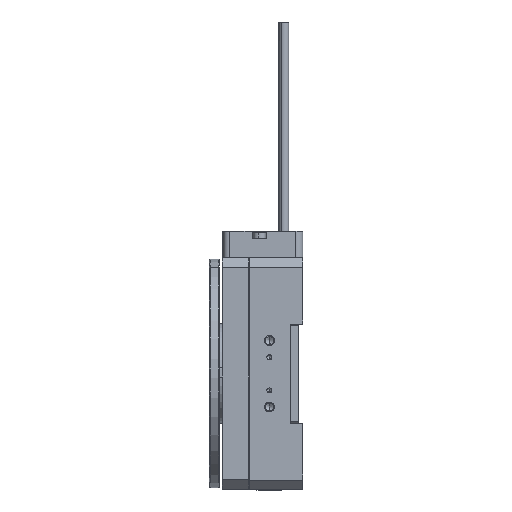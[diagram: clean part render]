
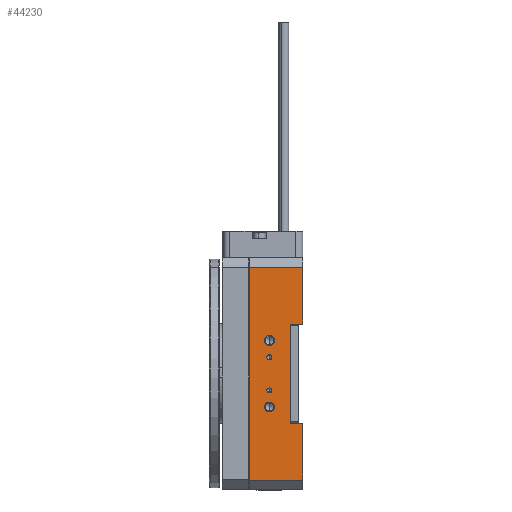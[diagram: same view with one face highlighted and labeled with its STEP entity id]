
A CAD part, left-side view. The second image highlights one B-rep face of the part: STEP entity #44230.
In plain terms, the highlighted planar face has unit normal (-1, 0, 0).
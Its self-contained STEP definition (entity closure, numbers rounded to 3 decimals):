
#300 = CARTESIAN_POINT ( 'NONE',  ( -35., 10., -4.25 ) ) ;
#539 = CARTESIAN_POINT ( 'NONE',  ( -35., 0., 32. ) ) ;
#842 = EDGE_LOOP ( 'NONE', ( #46682, #19887 ) ) ;
#1173 = VERTEX_POINT ( 'NONE', #33704 ) ;
#1253 = CARTESIAN_POINT ( 'NONE',  ( -35., 10., -11.5 ) ) ;
#2340 = ORIENTED_EDGE ( 'NONE', *, *, #39963, .F. ) ;
#2527 = CIRCLE ( 'NONE', #33292, 1.5 ) ;
#3020 = AXIS2_PLACEMENT_3D ( 'NONE', #11309, #40490, #31972 ) ;
#3083 = EDGE_CURVE ( 'NONE', #49317, #37942, #17200, .T. ) ;
#3646 = EDGE_CURVE ( 'NONE', #1173, #27606, #29715, .T. ) ;
#3773 = DIRECTION ( 'NONE',  ( -1., 0., 0. ) ) ;
#3867 = CIRCLE ( 'NONE', #3020, 1.5 ) ;
#4361 = AXIS2_PLACEMENT_3D ( 'NONE', #53284, #11965, #23849 ) ;
#4960 = ORIENTED_EDGE ( 'NONE', *, *, #15068, .F. ) ;
#5281 = CIRCLE ( 'NONE', #4361, 0.75 ) ;
#5481 = FACE_BOUND ( 'NONE', #46960, .T. ) ;
#6209 = VERTEX_POINT ( 'NONE', #29633 ) ;
#6943 = EDGE_LOOP ( 'NONE', ( #4960, #12960 ) ) ;
#6994 = ORIENTED_EDGE ( 'NONE', *, *, #41198, .T. ) ;
#6995 = CARTESIAN_POINT ( 'NONE',  ( -35., 16., 32. ) ) ;
#7285 = VERTEX_POINT ( 'NONE', #17425 ) ;
#7342 = LINE ( 'NONE', #27455, #47358 ) ;
#8590 = CARTESIAN_POINT ( 'NONE',  ( -35., 10., -5. ) ) ;
#9401 = EDGE_CURVE ( 'NONE', #1173, #39611, #48419, .T. ) ;
#10136 = CIRCLE ( 'NONE', #35587, 0.75 ) ;
#11309 = CARTESIAN_POINT ( 'NONE',  ( -35., 10., -10. ) ) ;
#11411 = ORIENTED_EDGE ( 'NONE', *, *, #54436, .F. ) ;
#11480 = DIRECTION ( 'NONE',  ( 0., -1., 0. ) ) ;
#11567 = EDGE_LOOP ( 'NONE', ( #11411, #16817, #6994, #18104, #19240, #45449, #31108, #51532 ) ) ;
#11965 = DIRECTION ( 'NONE',  ( -1., 0., 0. ) ) ;
#12837 = EDGE_CURVE ( 'NONE', #7285, #17348, #17771, .T. ) ;
#12960 = ORIENTED_EDGE ( 'NONE', *, *, #45298, .F. ) ;
#13197 = PLANE ( 'NONE',  #28478 ) ;
#13604 = EDGE_CURVE ( 'NONE', #37942, #49317, #5281, .T. ) ;
#13788 = VECTOR ( 'NONE', #27644, 1000. ) ;
#13891 = CIRCLE ( 'NONE', #25320, 1.5 ) ;
#14451 = CARTESIAN_POINT ( 'NONE',  ( -35., 0., -32. ) ) ;
#14710 = VERTEX_POINT ( 'NONE', #15090 ) ;
#14978 = CARTESIAN_POINT ( 'NONE',  ( -35., 10., -5.75 ) ) ;
#15068 = EDGE_CURVE ( 'NONE', #53932, #29559, #28079, .T. ) ;
#15088 = CARTESIAN_POINT ( 'NONE',  ( -35., 0., -15. ) ) ;
#15090 = CARTESIAN_POINT ( 'NONE',  ( -35., 16., 32. ) ) ;
#16817 = ORIENTED_EDGE ( 'NONE', *, *, #12837, .T. ) ;
#16971 = DIRECTION ( 'NONE',  ( 0., 0., 1. ) ) ;
#17200 = CIRCLE ( 'NONE', #47991, 0.75 ) ;
#17348 = VERTEX_POINT ( 'NONE', #14451 ) ;
#17425 = CARTESIAN_POINT ( 'NONE',  ( -35., 16., -32. ) ) ;
#17584 = CARTESIAN_POINT ( 'NONE',  ( -35., 16., -35. ) ) ;
#17771 = LINE ( 'NONE', #25774, #29778 ) ;
#18104 = ORIENTED_EDGE ( 'NONE', *, *, #19411, .F. ) ;
#18313 = VECTOR ( 'NONE', #27754, 1000. ) ;
#18390 = VECTOR ( 'NONE', #18960, 1000. ) ;
#18960 = DIRECTION ( 'NONE',  ( 0., 0., 1. ) ) ;
#19016 = DIRECTION ( 'NONE',  ( 0., 0., 1. ) ) ;
#19165 = CARTESIAN_POINT ( 'NONE',  ( -35., 10., 5. ) ) ;
#19240 = ORIENTED_EDGE ( 'NONE', *, *, #9401, .F. ) ;
#19411 = EDGE_CURVE ( 'NONE', #39611, #42681, #7342, .T. ) ;
#19887 = ORIENTED_EDGE ( 'NONE', *, *, #43466, .F. ) ;
#21000 = AXIS2_PLACEMENT_3D ( 'NONE', #26840, #23258, #43621 ) ;
#21379 = DIRECTION ( 'NONE',  ( 0., -1., 0. ) ) ;
#21392 = CARTESIAN_POINT ( 'NONE',  ( -35., 10., 5. ) ) ;
#21730 = FACE_OUTER_BOUND ( 'NONE', #11567, .T. ) ;
#22279 = DIRECTION ( 'NONE',  ( 1., 0., 0. ) ) ;
#22722 = CARTESIAN_POINT ( 'NONE',  ( -35., 10., -10. ) ) ;
#23072 = ORIENTED_EDGE ( 'NONE', *, *, #13604, .F. ) ;
#23258 = DIRECTION ( 'NONE',  ( -1., 0., 0. ) ) ;
#23691 = VERTEX_POINT ( 'NONE', #47353 ) ;
#23849 = DIRECTION ( 'NONE',  ( 0., 0., 1. ) ) ;
#24573 = AXIS2_PLACEMENT_3D ( 'NONE', #21392, #3773, #16971 ) ;
#25320 = AXIS2_PLACEMENT_3D ( 'NONE', #42055, #51710, #42330 ) ;
#25511 = CARTESIAN_POINT ( 'NONE',  ( -35., 10., 5.75 ) ) ;
#25774 = CARTESIAN_POINT ( 'NONE',  ( -35., 16., -32. ) ) ;
#26119 = DIRECTION ( 'NONE',  ( 0., -1., 0. ) ) ;
#26840 = CARTESIAN_POINT ( 'NONE',  ( -35., 10., 10. ) ) ;
#27455 = CARTESIAN_POINT ( 'NONE',  ( -35., 3.725, -15. ) ) ;
#27527 = VERTEX_POINT ( 'NONE', #1253 ) ;
#27606 = VERTEX_POINT ( 'NONE', #34015 ) ;
#27644 = DIRECTION ( 'NONE',  ( 0., 1., 0. ) ) ;
#27754 = DIRECTION ( 'NONE',  ( 0., 0., -1. ) ) ;
#28079 = CIRCLE ( 'NONE', #24573, 0.75 ) ;
#28478 = AXIS2_PLACEMENT_3D ( 'NONE', #17584, #22279, #47871 ) ;
#29559 = VERTEX_POINT ( 'NONE', #50204 ) ;
#29633 = CARTESIAN_POINT ( 'NONE',  ( -35., 10., -8.5 ) ) ;
#29715 = LINE ( 'NONE', #50392, #48723 ) ;
#29755 = EDGE_LOOP ( 'NONE', ( #39252, #2340 ) ) ;
#29778 = VECTOR ( 'NONE', #21379, 1000. ) ;
#29785 = DIRECTION ( 'NONE',  ( -1., 0., 0. ) ) ;
#31108 = ORIENTED_EDGE ( 'NONE', *, *, #43543, .T. ) ;
#31972 = DIRECTION ( 'NONE',  ( 0., 0., 1. ) ) ;
#33292 = AXIS2_PLACEMENT_3D ( 'NONE', #22722, #38953, #44155 ) ;
#33704 = CARTESIAN_POINT ( 'NONE',  ( -35., 3.725, 15. ) ) ;
#34015 = CARTESIAN_POINT ( 'NONE',  ( -35., 0., 15. ) ) ;
#35587 = AXIS2_PLACEMENT_3D ( 'NONE', #19165, #40347, #52765 ) ;
#36090 = LINE ( 'NONE', #52899, #37275 ) ;
#36431 = LINE ( 'NONE', #6995, #13788 ) ;
#36830 = CIRCLE ( 'NONE', #21000, 1.5 ) ;
#37275 = VECTOR ( 'NONE', #19016, 1000. ) ;
#37600 = LINE ( 'NONE', #46942, #48131 ) ;
#37942 = VERTEX_POINT ( 'NONE', #300 ) ;
#38407 = CARTESIAN_POINT ( 'NONE',  ( -35., 3.725, -15. ) ) ;
#38784 = FACE_BOUND ( 'NONE', #6943, .T. ) ;
#38836 = EDGE_CURVE ( 'NONE', #23691, #45915, #13891, .T. ) ;
#38953 = DIRECTION ( 'NONE',  ( -1., 0., 0. ) ) ;
#39055 = FACE_BOUND ( 'NONE', #29755, .T. ) ;
#39252 = ORIENTED_EDGE ( 'NONE', *, *, #38836, .F. ) ;
#39334 = FACE_BOUND ( 'NONE', #842, .T. ) ;
#39611 = VERTEX_POINT ( 'NONE', #38407 ) ;
#39804 = EDGE_CURVE ( 'NONE', #6209, #27527, #2527, .T. ) ;
#39963 = EDGE_CURVE ( 'NONE', #45915, #23691, #36830, .T. ) ;
#40347 = DIRECTION ( 'NONE',  ( -1., 0., 0. ) ) ;
#40490 = DIRECTION ( 'NONE',  ( -1., 0., 0. ) ) ;
#40673 = CARTESIAN_POINT ( 'NONE',  ( -35., 3.725, 15. ) ) ;
#41198 = EDGE_CURVE ( 'NONE', #17348, #42681, #52846, .T. ) ;
#42055 = CARTESIAN_POINT ( 'NONE',  ( -35., 10., 10. ) ) ;
#42330 = DIRECTION ( 'NONE',  ( 0., 0., 1. ) ) ;
#42681 = VERTEX_POINT ( 'NONE', #15088 ) ;
#43466 = EDGE_CURVE ( 'NONE', #27527, #6209, #3867, .T. ) ;
#43543 = EDGE_CURVE ( 'NONE', #27606, #44109, #36090, .T. ) ;
#43621 = DIRECTION ( 'NONE',  ( 0., 0., 1. ) ) ;
#44109 = VERTEX_POINT ( 'NONE', #539 ) ;
#44155 = DIRECTION ( 'NONE',  ( 0., 0., 1. ) ) ;
#44230 = ADVANCED_FACE ( 'NONE', ( #38784, #5481, #39055, #39334, #21730 ), #13197, .F. ) ;
#45298 = EDGE_CURVE ( 'NONE', #29559, #53932, #10136, .T. ) ;
#45419 = ORIENTED_EDGE ( 'NONE', *, *, #3083, .F. ) ;
#45449 = ORIENTED_EDGE ( 'NONE', *, *, #3646, .T. ) ;
#45915 = VERTEX_POINT ( 'NONE', #52041 ) ;
#46571 = DIRECTION ( 'NONE',  ( 0., 0., 1. ) ) ;
#46682 = ORIENTED_EDGE ( 'NONE', *, *, #39804, .F. ) ;
#46942 = CARTESIAN_POINT ( 'NONE',  ( -35., 16., -35. ) ) ;
#46960 = EDGE_LOOP ( 'NONE', ( #23072, #45419 ) ) ;
#47219 = DIRECTION ( 'NONE',  ( 0., 0., 1. ) ) ;
#47292 = EDGE_CURVE ( 'NONE', #44109, #14710, #36431, .T. ) ;
#47353 = CARTESIAN_POINT ( 'NONE',  ( -35., 10., 11.5 ) ) ;
#47358 = VECTOR ( 'NONE', #11480, 1000. ) ;
#47871 = DIRECTION ( 'NONE',  ( 0., 0., -1. ) ) ;
#47991 = AXIS2_PLACEMENT_3D ( 'NONE', #8590, #29785, #46571 ) ;
#48131 = VECTOR ( 'NONE', #47219, 1000. ) ;
#48419 = LINE ( 'NONE', #40673, #18313 ) ;
#48448 = CARTESIAN_POINT ( 'NONE',  ( -35., 0., -35. ) ) ;
#48723 = VECTOR ( 'NONE', #26119, 1000. ) ;
#49317 = VERTEX_POINT ( 'NONE', #14978 ) ;
#50204 = CARTESIAN_POINT ( 'NONE',  ( -35., 10., 4.25 ) ) ;
#50392 = CARTESIAN_POINT ( 'NONE',  ( -35., 3.725, 15. ) ) ;
#51532 = ORIENTED_EDGE ( 'NONE', *, *, #47292, .T. ) ;
#51710 = DIRECTION ( 'NONE',  ( -1., 0., 0. ) ) ;
#52041 = CARTESIAN_POINT ( 'NONE',  ( -35., 10., 8.5 ) ) ;
#52765 = DIRECTION ( 'NONE',  ( 0., 0., 1. ) ) ;
#52846 = LINE ( 'NONE', #48448, #18390 ) ;
#52899 = CARTESIAN_POINT ( 'NONE',  ( -35., 0., -35. ) ) ;
#53284 = CARTESIAN_POINT ( 'NONE',  ( -35., 10., -5. ) ) ;
#53932 = VERTEX_POINT ( 'NONE', #25511 ) ;
#54436 = EDGE_CURVE ( 'NONE', #7285, #14710, #37600, .T. ) ;
